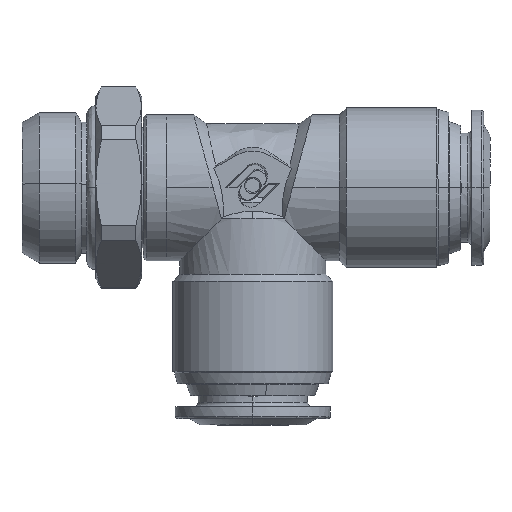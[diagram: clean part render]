
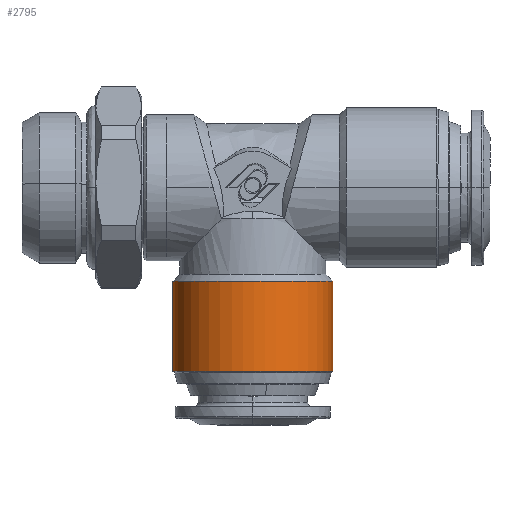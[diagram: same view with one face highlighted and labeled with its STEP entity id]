
A CAD part, top view. The second image highlights one B-rep face of the part: STEP entity #2795.
In plain terms, the highlighted free-form (B-spline) face has degree [1, 3] with [2, 7] control points.
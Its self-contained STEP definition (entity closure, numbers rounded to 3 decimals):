
#273 = CARTESIAN_POINT ( 'NONE',  ( 5.709, -15.955, 0. ) ) ;
#471 = CARTESIAN_POINT ( 'NONE',  ( 2.084, -15.955, 8.75 ) ) ;
#505 = CARTESIAN_POINT ( 'NONE',  ( 5.709, -6.084, 0. ) ) ;
#802 = VERTEX_POINT ( 'NONE', #2173 ) ;
#907 = CARTESIAN_POINT ( 'NONE',  ( 5.709, -6.084, 0. ) ) ;
#1136 = CARTESIAN_POINT ( 'NONE',  ( -11.791, -6.084, 5.126 ) ) ;
#1239 = CARTESIAN_POINT ( 'NONE',  ( -8.167, -6.084, 8.75 ) ) ;
#1351 = CARTESIAN_POINT ( 'NONE',  ( 5.709, -15.955, 0. ) ) ;
#1583 =( BOUNDED_CURVE ( )  B_SPLINE_CURVE ( 3, ( #1351, #6113, #4415, #9905, #2085, #9187, #9151 ),
 .UNSPECIFIED., .F., .T. ) 
 B_SPLINE_CURVE_WITH_KNOTS ( ( 4, 3, 4 ),
 ( -3.142, -1.571, 0. ),
 .UNSPECIFIED. ) 
 CURVE ( )  GEOMETRIC_REPRESENTATION_ITEM ( )  RATIONAL_B_SPLINE_CURVE ( ( 1., 0.805, 0.805, 1., 0.805, 0.805, 1. ) ) 
 REPRESENTATION_ITEM ( '' )  );
#1659 = CARTESIAN_POINT ( 'NONE',  ( 5.709, -15.955, 0. ) ) ;
#1780 = ORIENTED_EDGE ( 'NONE', *, *, #6074, .F. ) ;
#2001 = B_SPLINE_CURVE_WITH_KNOTS ( 'NONE', 1,
 ( #2592, #273 ),
 .UNSPECIFIED., .F., .F.,
 ( 2, 2 ),
 ( -1., 0. ),
 .UNSPECIFIED. ) ;
#2079 = CARTESIAN_POINT ( 'NONE',  ( 5.709, -15.955, 0. ) ) ;
#2085 = CARTESIAN_POINT ( 'NONE',  ( -8.167, -15.955, 8.75 ) ) ;
#2173 = CARTESIAN_POINT ( 'NONE',  ( -11.791, -15.955, 0. ) ) ;
#2264 = VERTEX_POINT ( 'NONE', #907 ) ;
#2305 = CARTESIAN_POINT ( 'NONE',  ( 2.084, -6.084, 8.75 ) ) ;
#2592 = CARTESIAN_POINT ( 'NONE',  ( 5.709, -6.084, 0. ) ) ;
#2686 = EDGE_CURVE ( 'NONE', #802, #6127, #4011, .T. ) ;
#2795 = ADVANCED_FACE ( 'NONE', ( #7917 ), #7614, .F. ) ;
#3085 = CARTESIAN_POINT ( 'NONE',  ( -8.167, -6.084, 8.75 ) ) ;
#3464 = EDGE_LOOP ( 'NONE', ( #1780, #5929, #9175, #8393 ) ) ;
#4011 = B_SPLINE_CURVE_WITH_KNOTS ( 'NONE', 1,
 ( #4101, #8758 ),
 .UNSPECIFIED., .F., .F.,
 ( 2, 2 ),
 ( -1., 0. ),
 .UNSPECIFIED. ) ;
#4101 = CARTESIAN_POINT ( 'NONE',  ( -11.791, -15.955, 0. ) ) ;
#4310 = CARTESIAN_POINT ( 'NONE',  ( 5.709, -6.084, 5.126 ) ) ;
#4415 = CARTESIAN_POINT ( 'NONE',  ( 2.084, -15.955, 8.75 ) ) ;
#5072 = CARTESIAN_POINT ( 'NONE',  ( -11.791, -6.084, 0. ) ) ;
#5364 = CARTESIAN_POINT ( 'NONE',  ( -11.791, -6.084, 0. ) ) ;
#5436 = CARTESIAN_POINT ( 'NONE',  ( -11.791, -6.084, 5.126 ) ) ;
#5867 = CARTESIAN_POINT ( 'NONE',  ( 2.084, -6.084, 8.75 ) ) ;
#5929 = ORIENTED_EDGE ( 'NONE', *, *, #7310, .T. ) ;
#6074 = EDGE_CURVE ( 'NONE', #2264, #9360, #2001, .T. ) ;
#6113 = CARTESIAN_POINT ( 'NONE',  ( 5.709, -15.955, 5.126 ) ) ;
#6127 = VERTEX_POINT ( 'NONE', #7998 ) ;
#6516 =( BOUNDED_CURVE ( )  B_SPLINE_CURVE ( 3, ( #8346, #7763, #2305, #8620, #3085, #5436, #5364 ),
 .UNSPECIFIED., .F., .T. ) 
 B_SPLINE_CURVE_WITH_KNOTS ( ( 4, 3, 4 ),
 ( -3.142, -1.571, 0. ),
 .UNSPECIFIED. ) 
 CURVE ( )  GEOMETRIC_REPRESENTATION_ITEM ( )  RATIONAL_B_SPLINE_CURVE ( ( 1., 0.805, 0.805, 1., 0.805, 0.805, 1. ) ) 
 REPRESENTATION_ITEM ( '' )  );
#6770 = CARTESIAN_POINT ( 'NONE',  ( -8.167, -15.955, 8.75 ) ) ;
#7310 = EDGE_CURVE ( 'NONE', #2264, #6127, #6516, .T. ) ;
#7468 = CARTESIAN_POINT ( 'NONE',  ( -3.041, -15.955, 8.75 ) ) ;
#7539 = CARTESIAN_POINT ( 'NONE',  ( -3.041, -6.084, 8.75 ) ) ;
#7614 =( BOUNDED_SURFACE ( )  B_SPLINE_SURFACE ( 1, 3, ( 
 ( #9861, #8251, #6770, #7468, #471, #9109, #2079 ),
 ( #5072, #1136, #1239, #7539, #5867, #4310, #505 ) ),
 .UNSPECIFIED., .F., .F., .F. ) 
 B_SPLINE_SURFACE_WITH_KNOTS ( ( 2, 2 ),
 ( 4, 3, 4 ),
 ( 0., 1. ),
 ( 0., 0.5, 1. ),
 .UNSPECIFIED. ) 
 GEOMETRIC_REPRESENTATION_ITEM ( )  RATIONAL_B_SPLINE_SURFACE ( (
 ( 1., 0.805, 0.805, 1., 0.805, 0.805, 1.),
 ( 1., 0.805, 0.805, 1., 0.805, 0.805, 1.) ) ) 
 REPRESENTATION_ITEM ( '' )  SURFACE ( )  );
#7763 = CARTESIAN_POINT ( 'NONE',  ( 5.709, -6.084, 5.126 ) ) ;
#7917 = FACE_OUTER_BOUND ( 'NONE', #3464, .T. ) ;
#7998 = CARTESIAN_POINT ( 'NONE',  ( -11.791, -6.084, 0. ) ) ;
#8251 = CARTESIAN_POINT ( 'NONE',  ( -11.791, -15.955, 5.126 ) ) ;
#8346 = CARTESIAN_POINT ( 'NONE',  ( 5.709, -6.084, 0. ) ) ;
#8393 = ORIENTED_EDGE ( 'NONE', *, *, #9634, .F. ) ;
#8620 = CARTESIAN_POINT ( 'NONE',  ( -3.041, -6.084, 8.75 ) ) ;
#8758 = CARTESIAN_POINT ( 'NONE',  ( -11.791, -6.084, 0. ) ) ;
#9109 = CARTESIAN_POINT ( 'NONE',  ( 5.709, -15.955, 5.126 ) ) ;
#9151 = CARTESIAN_POINT ( 'NONE',  ( -11.791, -15.955, 0. ) ) ;
#9175 = ORIENTED_EDGE ( 'NONE', *, *, #2686, .F. ) ;
#9187 = CARTESIAN_POINT ( 'NONE',  ( -11.791, -15.955, 5.126 ) ) ;
#9360 = VERTEX_POINT ( 'NONE', #1659 ) ;
#9634 = EDGE_CURVE ( 'NONE', #9360, #802, #1583, .T. ) ;
#9861 = CARTESIAN_POINT ( 'NONE',  ( -11.791, -15.955, 0. ) ) ;
#9905 = CARTESIAN_POINT ( 'NONE',  ( -3.041, -15.955, 8.75 ) ) ;
